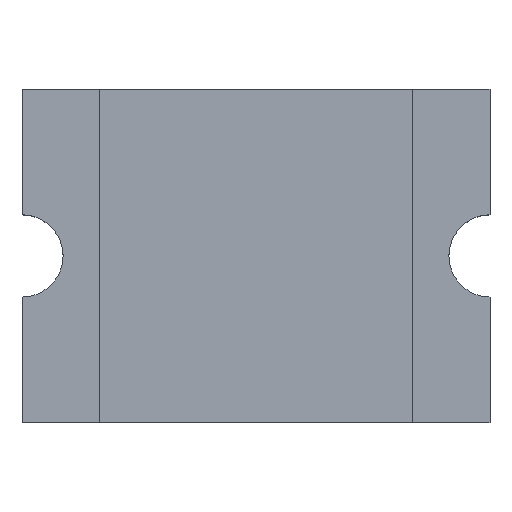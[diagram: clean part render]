
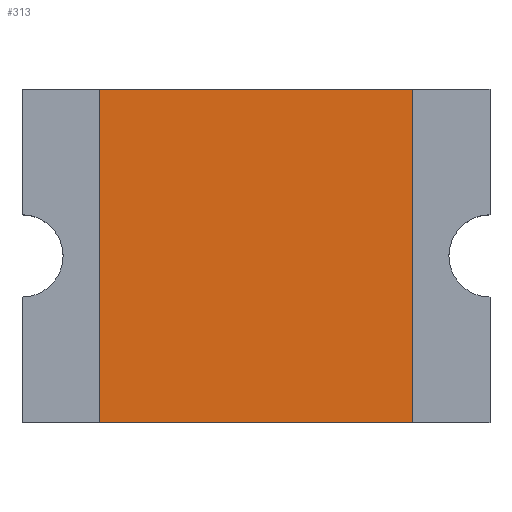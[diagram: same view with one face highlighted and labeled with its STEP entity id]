
A CAD part, top view. The second image highlights one B-rep face of the part: STEP entity #313.
In plain terms, the highlighted planar face has unit normal (0, 0, 1).
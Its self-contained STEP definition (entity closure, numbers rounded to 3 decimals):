
#72 = VERTEX_POINT('',#73);
#73 = CARTESIAN_POINT('',(-1.525,-1.62,1.25));
#79 = EDGE_CURVE('',#80,#72,#82,.T.);
#80 = VERTEX_POINT('',#81);
#81 = CARTESIAN_POINT('',(-1.525,1.62,1.25));
#82 = LINE('',#83,#84);
#83 = CARTESIAN_POINT('',(-1.525,0.,1.25));
#84 = VECTOR('',#85,1.);
#85 = DIRECTION('',(0.,-1.,0.));
#112 = VERTEX_POINT('',#113);
#113 = CARTESIAN_POINT('',(1.525,1.62,1.25));
#119 = EDGE_CURVE('',#112,#120,#122,.T.);
#120 = VERTEX_POINT('',#121);
#121 = CARTESIAN_POINT('',(1.525,-1.62,1.25));
#122 = LINE('',#123,#124);
#123 = CARTESIAN_POINT('',(1.525,0.,1.25));
#124 = VECTOR('',#125,1.);
#125 = DIRECTION('',(0.,-1.,0.));
#180 = EDGE_CURVE('',#80,#112,#181,.T.);
#181 = LINE('',#182,#183);
#182 = CARTESIAN_POINT('',(0.,1.62,1.25));
#183 = VECTOR('',#184,1.);
#184 = DIRECTION('',(1.,0.,0.));
#279 = EDGE_CURVE('',#72,#120,#280,.T.);
#280 = LINE('',#281,#282);
#281 = CARTESIAN_POINT('',(0.,-1.62,1.25));
#282 = VECTOR('',#283,1.);
#283 = DIRECTION('',(1.,0.,0.));
#313 = ADVANCED_FACE('',(#314),#320,.T.);
#314 = FACE_BOUND('',#315,.T.);
#315 = EDGE_LOOP('',(#316,#317,#318,#319));
#316 = ORIENTED_EDGE('',*,*,#119,.F.);
#317 = ORIENTED_EDGE('',*,*,#180,.F.);
#318 = ORIENTED_EDGE('',*,*,#79,.T.);
#319 = ORIENTED_EDGE('',*,*,#279,.T.);
#320 = PLANE('',#321);
#321 = AXIS2_PLACEMENT_3D('',#322,#323,#324);
#322 = CARTESIAN_POINT('',(0.,0.,1.25));
#323 = DIRECTION('',(0.,0.,1.));
#324 = DIRECTION('',(0.,-1.,0.));
